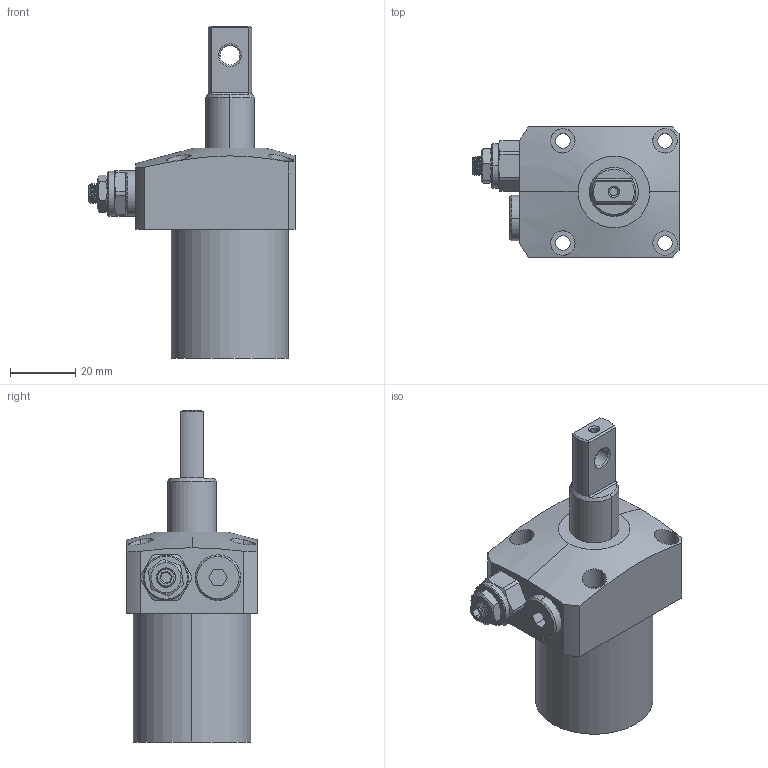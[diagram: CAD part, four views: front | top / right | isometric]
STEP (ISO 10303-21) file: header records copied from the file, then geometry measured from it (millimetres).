
FILE_DESCRIPTION (( 'STEP AP203' ), '1' );
FILE_NAME ('CHA-036Dx90C.STEP', '2019-12-07T01:54:42', ( '' ), ( '' ), 'SwSTEP 2.0', 'SolidWorks 2017', '' );
FILE_SCHEMA (( 'CONFIG_CONTROL_DESIGN' ));
Length unit declared in the file: millimetre
Products named in the file (5): CHA-036C掛极; CHA-036D(双臂）活塞杆_1; CZL10覃厒概; CHA-036Dx90C; G1-8黑芛
Assembly tree (4 placements, depth 2):
  CHA-036Dx90C
    CHA-036C掛极
    CZL10覃厒概
    G1-8黑芛
    CHA-036D(双臂）活塞杆_1
Bounding box: 63.3 x 40 x 102 mm (x, y, z)
Volume: 82160.7 mm3; surface area: 28612.8 mm2
Topology: 8 solids, 9 shells, 475 faces, 1261 edges, 816 vertices
Faces by surface type: cylinder 203, plane 106, cone 82, bspline 68, torus 16
Entity records: 31024 total; most frequent: CARTESIAN_POINT 19782, ORIENTED_EDGE 2504, DIRECTION 1975, EDGE_CURVE 1252, VERTEX_POINT 810, AXIS2_PLACEMENT_3D 784, EDGE_LOOP 528, ADVANCED_FACE 475
